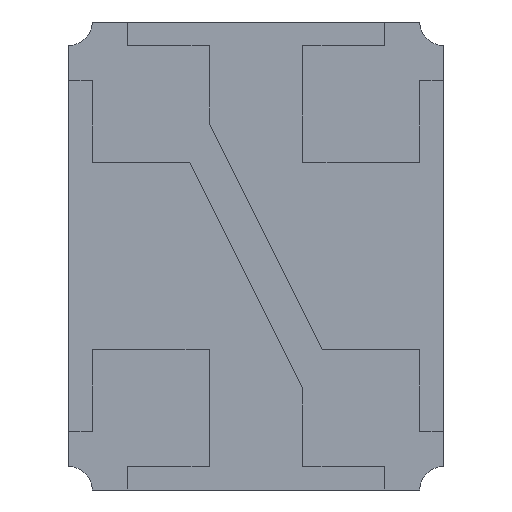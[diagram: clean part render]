
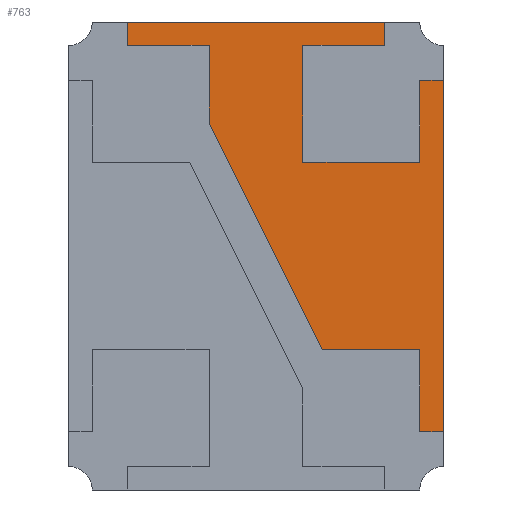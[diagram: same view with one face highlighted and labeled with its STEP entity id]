
A CAD part, front view. The second image highlights one B-rep face of the part: STEP entity #763.
In plain terms, the highlighted planar face has unit normal (0, -1, 0).
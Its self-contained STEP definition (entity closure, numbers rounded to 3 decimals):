
#136 = CARTESIAN_POINT ( 'NONE',  ( -0.55, 0., 0.9 ) ) ;
#211 = VECTOR ( 'NONE', #10976, 1000. ) ;
#447 = VERTEX_POINT ( 'NONE', #11102 ) ;
#480 = ORIENTED_EDGE ( 'NONE', *, *, #589, .F. ) ;
#589 = EDGE_CURVE ( 'NONE', #1854, #14217, #2484, .T. ) ;
#657 = VERTEX_POINT ( 'NONE', #11554 ) ;
#763 = ADVANCED_FACE ( 'NONE', ( #9595 ), #14294, .F. ) ;
#846 = VERTEX_POINT ( 'NONE', #2810 ) ;
#1518 = ORIENTED_EDGE ( 'NONE', *, *, #3891, .F. ) ;
#1647 = EDGE_CURVE ( 'NONE', #3360, #657, #5600, .T. ) ;
#1648 = VERTEX_POINT ( 'NONE', #6880 ) ;
#1745 = DIRECTION ( 'NONE',  ( 0., 0., -1. ) ) ;
#1854 = VERTEX_POINT ( 'NONE', #4217 ) ;
#1904 = LINE ( 'NONE', #3969, #211 ) ;
#1995 = EDGE_CURVE ( 'NONE', #14217, #1648, #11227, .T. ) ;
#2178 = VERTEX_POINT ( 'NONE', #136 ) ;
#2193 = CARTESIAN_POINT ( 'NONE',  ( -0.55, 0., 0. ) ) ;
#2249 = DIRECTION ( 'NONE',  ( 0., 0., 1. ) ) ;
#2420 = VERTEX_POINT ( 'NONE', #13101 ) ;
#2460 = EDGE_LOOP ( 'NONE', ( #13487, #1518, #5290, #11444, #9330, #13506, #2900, #10141, #3438, #480, #13094, #3493, #11061, #15163, #10892 ) ) ;
#2484 = LINE ( 'NONE', #9332, #6790 ) ;
#2608 = VERTEX_POINT ( 'NONE', #10342 ) ;
#2632 = DIRECTION ( 'NONE',  ( -1., 0., 0. ) ) ;
#2635 = VECTOR ( 'NONE', #10405, 1000. ) ;
#2692 = DIRECTION ( 'NONE',  ( -0.447, 0., 0.894 ) ) ;
#2701 = VERTEX_POINT ( 'NONE', #14261 ) ;
#2810 = CARTESIAN_POINT ( 'NONE',  ( 0.8, 0., -0.75 ) ) ;
#2858 = CARTESIAN_POINT ( 'NONE',  ( 0.7, 0., -0.75 ) ) ;
#2900 = ORIENTED_EDGE ( 'NONE', *, *, #9864, .F. ) ;
#3044 = EDGE_CURVE ( 'NONE', #14137, #2701, #7611, .T. ) ;
#3358 = LINE ( 'NONE', #12417, #9693 ) ;
#3360 = VERTEX_POINT ( 'NONE', #2858 ) ;
#3438 = ORIENTED_EDGE ( 'NONE', *, *, #1995, .F. ) ;
#3493 = ORIENTED_EDGE ( 'NONE', *, *, #10101, .T. ) ;
#3635 = AXIS2_PLACEMENT_3D ( 'NONE', #7311, #7385, #1745 ) ;
#3678 = DIRECTION ( 'NONE',  ( -1., 0., 0. ) ) ;
#3847 = VECTOR ( 'NONE', #5136, 1000. ) ;
#3891 = EDGE_CURVE ( 'NONE', #657, #2608, #12527, .T. ) ;
#3952 = CARTESIAN_POINT ( 'NONE',  ( -0.2, 0., 0. ) ) ;
#3969 = CARTESIAN_POINT ( 'NONE',  ( 0., 0., 0.4 ) ) ;
#4145 = CARTESIAN_POINT ( 'NONE',  ( 0.8, 0., 1. ) ) ;
#4213 = VERTEX_POINT ( 'NONE', #4989 ) ;
#4217 = CARTESIAN_POINT ( 'NONE',  ( 0.55, 0., 0.9 ) ) ;
#4484 = DIRECTION ( 'NONE',  ( -1., 0., 0. ) ) ;
#4563 = CARTESIAN_POINT ( 'NONE',  ( 0.7, 0., 0.4 ) ) ;
#4989 = CARTESIAN_POINT ( 'NONE',  ( 0.55, 0., 1. ) ) ;
#5136 = DIRECTION ( 'NONE',  ( 0., 0., 1. ) ) ;
#5290 = ORIENTED_EDGE ( 'NONE', *, *, #1647, .F. ) ;
#5600 = LINE ( 'NONE', #5673, #6337 ) ;
#5673 = CARTESIAN_POINT ( 'NONE',  ( 0.7, 0., 0. ) ) ;
#6061 = LINE ( 'NONE', #10716, #10972 ) ;
#6337 = VECTOR ( 'NONE', #2249, 1000. ) ;
#6547 = CARTESIAN_POINT ( 'NONE',  ( 0.55, 0., 0. ) ) ;
#6642 = LINE ( 'NONE', #7646, #12355 ) ;
#6790 = VECTOR ( 'NONE', #4484, 1000. ) ;
#6867 = VECTOR ( 'NONE', #7527, 1000. ) ;
#6880 = CARTESIAN_POINT ( 'NONE',  ( 0.2, 0., 0.4 ) ) ;
#7311 = CARTESIAN_POINT ( 'NONE',  ( 0., 0., 0. ) ) ;
#7343 = VECTOR ( 'NONE', #14791, 1000. ) ;
#7385 = DIRECTION ( 'NONE',  ( 0., 1., 0. ) ) ;
#7527 = DIRECTION ( 'NONE',  ( 0., 0., 1. ) ) ;
#7611 = LINE ( 'NONE', #3952, #6867 ) ;
#7646 = CARTESIAN_POINT ( 'NONE',  ( 0.7, 0., 0. ) ) ;
#7981 = LINE ( 'NONE', #2193, #13691 ) ;
#8703 = DIRECTION ( 'NONE',  ( 0., 0., 1. ) ) ;
#8928 = DIRECTION ( 'NONE',  ( 0., 0., -1. ) ) ;
#8989 = DIRECTION ( 'NONE',  ( 0., 0., -1. ) ) ;
#9330 = ORIENTED_EDGE ( 'NONE', *, *, #9844, .T. ) ;
#9332 = CARTESIAN_POINT ( 'NONE',  ( 0., 0., 0.9 ) ) ;
#9410 = VERTEX_POINT ( 'NONE', #10168 ) ;
#9447 = LINE ( 'NONE', #14149, #10183 ) ;
#9595 = FACE_OUTER_BOUND ( 'NONE', #2460, .T. ) ;
#9610 = CARTESIAN_POINT ( 'NONE',  ( 0.2, 0., 0.9 ) ) ;
#9693 = VECTOR ( 'NONE', #12570, 1000. ) ;
#9746 = VECTOR ( 'NONE', #8928, 1000. ) ;
#9808 = EDGE_CURVE ( 'NONE', #2608, #14137, #13140, .T. ) ;
#9844 = EDGE_CURVE ( 'NONE', #846, #9410, #14690, .T. ) ;
#9864 = EDGE_CURVE ( 'NONE', #12709, #447, #6642, .T. ) ;
#10101 = EDGE_CURVE ( 'NONE', #4213, #2420, #9447, .T. ) ;
#10133 = LINE ( 'NONE', #6547, #10179 ) ;
#10141 = ORIENTED_EDGE ( 'NONE', *, *, #14446, .F. ) ;
#10168 = CARTESIAN_POINT ( 'NONE',  ( 0.8, 0., 0.75 ) ) ;
#10169 = CARTESIAN_POINT ( 'NONE',  ( 0., 0., -0.4 ) ) ;
#10179 = VECTOR ( 'NONE', #8989, 1000. ) ;
#10183 = VECTOR ( 'NONE', #3678, 1000. ) ;
#10305 = EDGE_CURVE ( 'NONE', #2178, #2420, #7981, .T. ) ;
#10342 = CARTESIAN_POINT ( 'NONE',  ( 0.284, 0., -0.4 ) ) ;
#10379 = EDGE_CURVE ( 'NONE', #2701, #2178, #6061, .T. ) ;
#10405 = DIRECTION ( 'NONE',  ( -1., 0., 0. ) ) ;
#10716 = CARTESIAN_POINT ( 'NONE',  ( 0., 0., 0.9 ) ) ;
#10892 = ORIENTED_EDGE ( 'NONE', *, *, #3044, .F. ) ;
#10972 = VECTOR ( 'NONE', #2632, 1000. ) ;
#10976 = DIRECTION ( 'NONE',  ( 1., 0., 0. ) ) ;
#11061 = ORIENTED_EDGE ( 'NONE', *, *, #10305, .F. ) ;
#11102 = CARTESIAN_POINT ( 'NONE',  ( 0.7, 0., 0.75 ) ) ;
#11112 = CARTESIAN_POINT ( 'NONE',  ( 0.8, 0., 0.75 ) ) ;
#11227 = LINE ( 'NONE', #13844, #9746 ) ;
#11444 = ORIENTED_EDGE ( 'NONE', *, *, #12234, .F. ) ;
#11503 = EDGE_CURVE ( 'NONE', #4213, #1854, #10133, .T. ) ;
#11554 = CARTESIAN_POINT ( 'NONE',  ( 0.7, 0., -0.4 ) ) ;
#11796 = EDGE_CURVE ( 'NONE', #9410, #447, #13791, .T. ) ;
#12234 = EDGE_CURVE ( 'NONE', #846, #3360, #3358, .T. ) ;
#12355 = VECTOR ( 'NONE', #8703, 1000. ) ;
#12417 = CARTESIAN_POINT ( 'NONE',  ( 0., 0., -0.75 ) ) ;
#12527 = LINE ( 'NONE', #10169, #7343 ) ;
#12570 = DIRECTION ( 'NONE',  ( -1., 0., 0. ) ) ;
#12709 = VERTEX_POINT ( 'NONE', #4563 ) ;
#13094 = ORIENTED_EDGE ( 'NONE', *, *, #11503, .F. ) ;
#13101 = CARTESIAN_POINT ( 'NONE',  ( -0.55, 0., 1. ) ) ;
#13140 = LINE ( 'NONE', #14163, #15094 ) ;
#13292 = CARTESIAN_POINT ( 'NONE',  ( -0.2, 0., 0.568 ) ) ;
#13487 = ORIENTED_EDGE ( 'NONE', *, *, #9808, .F. ) ;
#13506 = ORIENTED_EDGE ( 'NONE', *, *, #11796, .T. ) ;
#13691 = VECTOR ( 'NONE', #15049, 1000. ) ;
#13791 = LINE ( 'NONE', #11112, #2635 ) ;
#13844 = CARTESIAN_POINT ( 'NONE',  ( 0.2, 0., 0. ) ) ;
#14137 = VERTEX_POINT ( 'NONE', #13292 ) ;
#14149 = CARTESIAN_POINT ( 'NONE',  ( -0.8, 0., 1. ) ) ;
#14163 = CARTESIAN_POINT ( 'NONE',  ( 0.284, 0., -0.4 ) ) ;
#14217 = VERTEX_POINT ( 'NONE', #9610 ) ;
#14261 = CARTESIAN_POINT ( 'NONE',  ( -0.2, 0., 0.9 ) ) ;
#14294 = PLANE ( 'NONE',  #3635 ) ;
#14446 = EDGE_CURVE ( 'NONE', #1648, #12709, #1904, .T. ) ;
#14690 = LINE ( 'NONE', #4145, #3847 ) ;
#14791 = DIRECTION ( 'NONE',  ( -1., 0., 0. ) ) ;
#15049 = DIRECTION ( 'NONE',  ( 0., 0., 1. ) ) ;
#15094 = VECTOR ( 'NONE', #2692, 1000. ) ;
#15163 = ORIENTED_EDGE ( 'NONE', *, *, #10379, .F. ) ;
